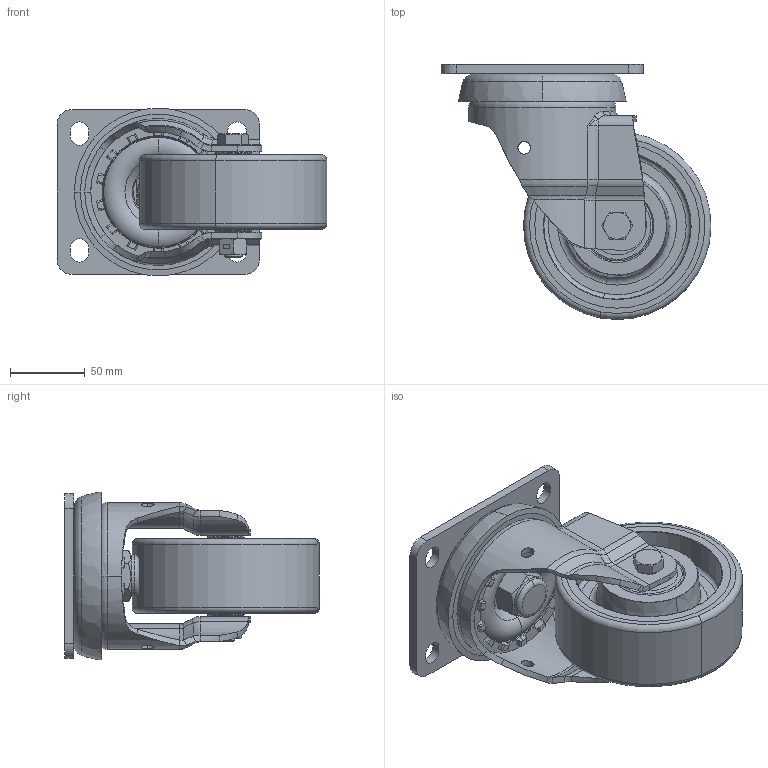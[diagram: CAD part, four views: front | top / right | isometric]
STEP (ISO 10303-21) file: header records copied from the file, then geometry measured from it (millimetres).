
FILE_DESCRIPTION (( 'STEP AP214' ), '1' );
FILE_NAME ('0047367_L-IHB-PUZG-125-K-3_(A-02).step', '2020-02-27T10:32:15', ( '' ), ( '' ), 'SwSTEP 2.0', 'SolidWorks 2018', '' );
FILE_SCHEMA (( 'AUTOMOTIVE_DESIGN' ));
Length unit declared in the file: millimetre
Products named in the file (1): 0047367_L-IHB-PUZG-125-K-3_(A-02)
Bounding box: 180 x 170 x 112 mm (x, y, z)
Surface area: 196797.1 mm2 (no closed solid volume)
Topology: 0 solids, 14 shells, 480 faces, 1143 edges, 702 vertices
Faces by surface type: plane 151, cylinder 145, cone 70, torus 62, bspline 52
Entity records: 22231 total; most frequent: CARTESIAN_POINT 6099, ORIENTED_EDGE 2254, DIRECTION 2201, EDGE_CURVE 1143, AXIS2_PLACEMENT_3D 870, VERTEX_POINT 702, EDGE_LOOP 531, UNCERTAINTY_MEASURE_WITH_UNIT 487
